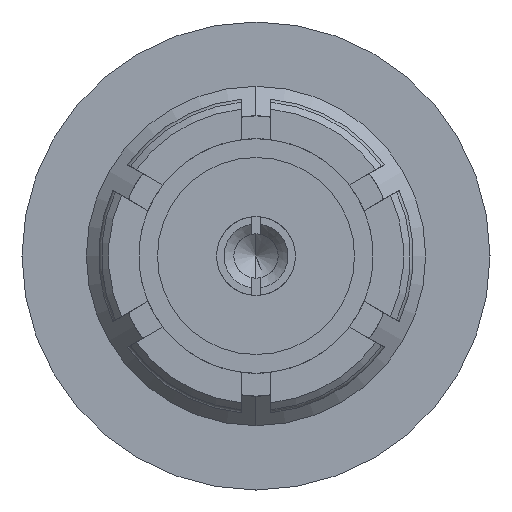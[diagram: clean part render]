
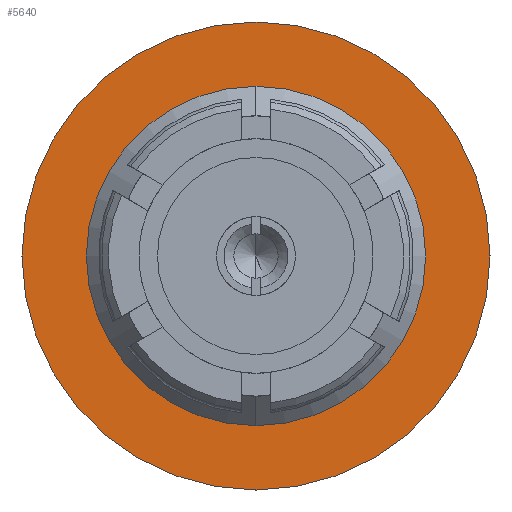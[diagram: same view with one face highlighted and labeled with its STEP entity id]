
A CAD part, left-side view. The second image highlights one B-rep face of the part: STEP entity #5640.
In plain terms, the highlighted planar face has unit normal (-1, 0, 0).
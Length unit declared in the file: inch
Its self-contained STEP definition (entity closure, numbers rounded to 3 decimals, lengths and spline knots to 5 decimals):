
#79 = DIRECTION ( 'NONE',  ( 0., 0., -1. ) ) ;
#226 = CARTESIAN_POINT ( 'NONE',  ( -0.76836, 0., 0. ) ) ;
#540 = ORIENTED_EDGE ( 'NONE', *, *, #6673, .F. ) ;
#718 = FACE_OUTER_BOUND ( 'NONE', #8476, .T. ) ;
#929 = CARTESIAN_POINT ( 'NONE',  ( -0.76836, 0., -0.0678 ) ) ;
#1102 = VERTEX_POINT ( 'NONE', #929 ) ;
#1121 = DIRECTION ( 'NONE',  ( 0., 0., -1. ) ) ;
#1189 = EDGE_CURVE ( 'NONE', #5617, #1102, #8193, .T. ) ;
#1240 = CIRCLE ( 'NONE', #7606, 0.0678 ) ;
#1299 = DIRECTION ( 'NONE',  ( 1., 0., 0. ) ) ;
#1376 = EDGE_LOOP ( 'NONE', ( #2082, #1446 ) ) ;
#1446 = ORIENTED_EDGE ( 'NONE', *, *, #1189, .T. ) ;
#2082 = ORIENTED_EDGE ( 'NONE', *, *, #6568, .T. ) ;
#2238 = CARTESIAN_POINT ( 'NONE',  ( -0.76836, 0., 0.0678 ) ) ;
#2274 = AXIS2_PLACEMENT_3D ( 'NONE', #226, #3239, #1121 ) ;
#2939 = DIRECTION ( 'NONE',  ( -1., 0., 0. ) ) ;
#3239 = DIRECTION ( 'NONE',  ( 1., 0., 0. ) ) ;
#3688 = CARTESIAN_POINT ( 'NONE',  ( -0.76836, -0.0935, 0. ) ) ;
#4010 = VERTEX_POINT ( 'NONE', #6554 ) ;
#4036 = ORIENTED_EDGE ( 'NONE', *, *, #4970, .F. ) ;
#4661 = CARTESIAN_POINT ( 'NONE',  ( -0.76836, 0., 0. ) ) ;
#4745 = CARTESIAN_POINT ( 'NONE',  ( -0.76836, 0., 0. ) ) ;
#4970 = EDGE_CURVE ( 'NONE', #9811, #4010, #9372, .T. ) ;
#5376 = AXIS2_PLACEMENT_3D ( 'NONE', #3688, #2939, #5989 ) ;
#5604 = DIRECTION ( 'NONE',  ( 1., 0., 0. ) ) ;
#5617 = VERTEX_POINT ( 'NONE', #2238 ) ;
#5640 = ADVANCED_FACE ( 'NONE', ( #9788, #718 ), #6884, .T. ) ;
#5989 = DIRECTION ( 'NONE',  ( 0., 0., 1. ) ) ;
#6015 = AXIS2_PLACEMENT_3D ( 'NONE', #4661, #8378, #9173 ) ;
#6554 = CARTESIAN_POINT ( 'NONE',  ( -0.76836, 0., 0.0935 ) ) ;
#6568 = EDGE_CURVE ( 'NONE', #1102, #5617, #1240, .T. ) ;
#6673 = EDGE_CURVE ( 'NONE', #4010, #9811, #7930, .T. ) ;
#6764 = CARTESIAN_POINT ( 'NONE',  ( -0.76836, 0., -0.0935 ) ) ;
#6809 = AXIS2_PLACEMENT_3D ( 'NONE', #4745, #5604, #7811 ) ;
#6884 = PLANE ( 'NONE',  #5376 ) ;
#7606 = AXIS2_PLACEMENT_3D ( 'NONE', #9059, #1299, #79 ) ;
#7811 = DIRECTION ( 'NONE',  ( 0., 0., -1. ) ) ;
#7930 = CIRCLE ( 'NONE', #6809, 0.0935 ) ;
#8193 = CIRCLE ( 'NONE', #2274, 0.0678 ) ;
#8378 = DIRECTION ( 'NONE',  ( 1., 0., 0. ) ) ;
#8476 = EDGE_LOOP ( 'NONE', ( #4036, #540 ) ) ;
#9059 = CARTESIAN_POINT ( 'NONE',  ( -0.76836, 0., 0. ) ) ;
#9173 = DIRECTION ( 'NONE',  ( 0., 0., -1. ) ) ;
#9372 = CIRCLE ( 'NONE', #6015, 0.0935 ) ;
#9788 = FACE_BOUND ( 'NONE', #1376, .T. ) ;
#9811 = VERTEX_POINT ( 'NONE', #6764 ) ;
